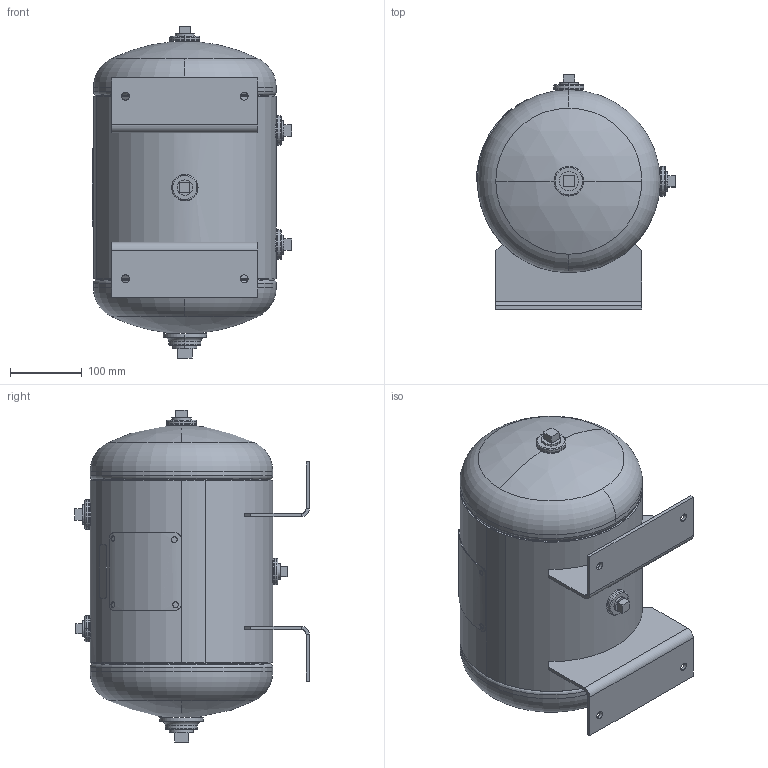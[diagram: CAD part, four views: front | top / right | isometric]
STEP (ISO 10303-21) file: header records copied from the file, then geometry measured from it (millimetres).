
FILE_DESCRIPTION (( 'STEP AP203' ), '1' );
FILE_NAME ('304932.step', '2013-06-12T13:17:34', ( '' ), ( '' ), 'SwSTEP 2.0', 'SolidWorks 2012', '' );
FILE_SCHEMA (( 'CONFIG_CONTROL_DESIGN' ));
Length unit declared in the file: inch
Products named in the file (1): 304932
Bounding box: 276.95 x 326.22 x 461.59 mm (x, y, z)
Surface area: 526475.2 mm2 (no closed solid volume)
Topology: 0 solids, 27 shells, 260 faces, 658 edges, 424 vertices
Faces by surface type: plane 118, cylinder 70, torus 56, bspline 12, sphere 4
Entity records: 9612 total; most frequent: CARTESIAN_POINT 3213, DIRECTION 1400, ORIENTED_EDGE 1181, EDGE_CURVE 658, AXIS2_PLACEMENT_3D 543, VERTEX_POINT 424, LINE 314, VECTOR 314
